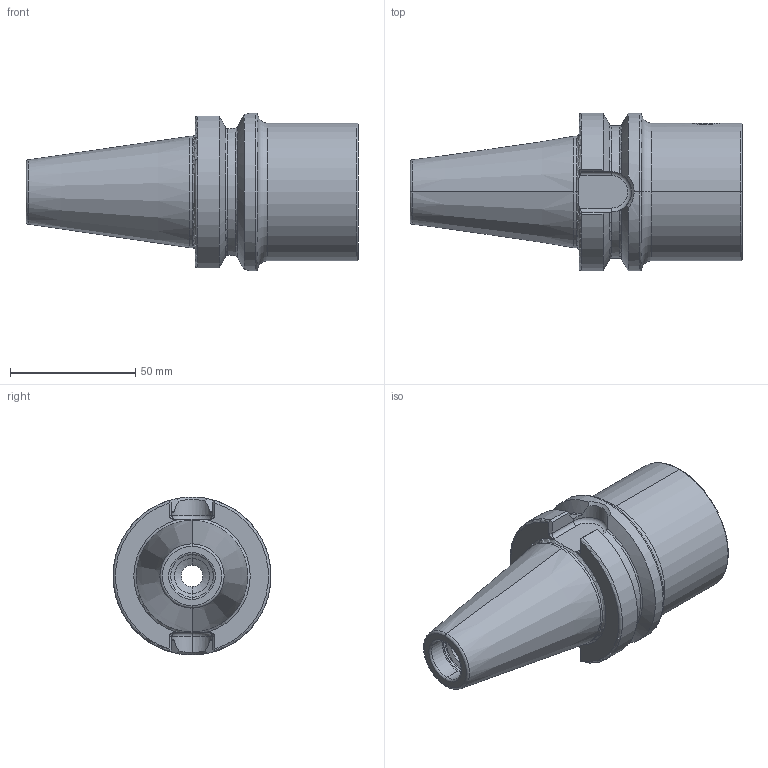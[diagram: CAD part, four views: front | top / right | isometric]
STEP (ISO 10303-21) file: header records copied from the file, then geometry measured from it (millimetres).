
FILE_DESCRIPTION (( 'STEP AP203' ), '1' );
FILE_NAME ('BT4.MB5.K01.067.STEP', '2011-12-23T10:30:28', ( 'baer' ), ( 'Hewlett-Packard Company' ), 'SwSTEP 2.0', 'SolidWorks 2011', '' );
FILE_SCHEMA (( 'CONFIG_CONTROL_DESIGN' ));
Length unit declared in the file: millimetre
Products named in the file (3): BT4.MB5.K01.067; MB5-ER1.001.017_A; BT4-MB5.K01.067_B
Assembly tree (2 placements, depth 2):
  BT4.MB5.K01.067
    MB5-ER1.001.017_A
    BT4-MB5.K01.067_B
Bounding box: 132.4 x 63 x 63 mm (x, y, z)
Volume: 194350.1 mm3; surface area: 32430.8 mm2
Topology: 2 solids, 2 shells, 147 faces, 362 edges, 220 vertices
Faces by surface type: cylinder 48, plane 36, torus 29, cone 28, bspline 6
Entity records: 5400 total; most frequent: CARTESIAN_POINT 1704, DIRECTION 720, ORIENTED_EDGE 720, EDGE_CURVE 360, AXIS2_PLACEMENT_3D 295, VERTEX_POINT 220, EDGE_LOOP 154, CIRCLE 149
